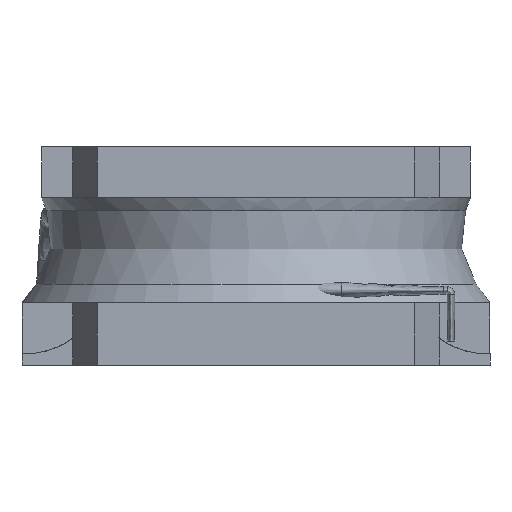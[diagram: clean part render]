
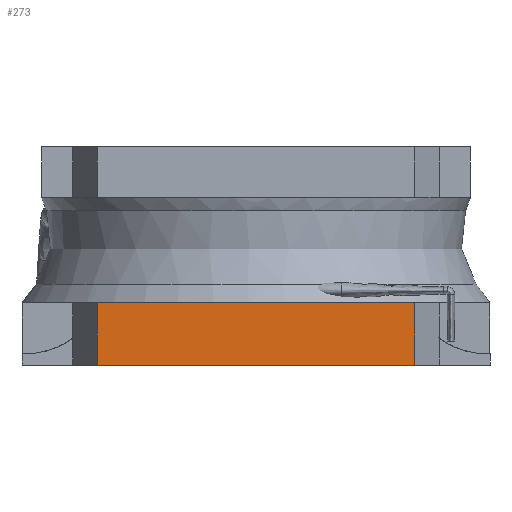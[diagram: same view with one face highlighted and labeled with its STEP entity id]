
A CAD part, left-side view. The second image highlights one B-rep face of the part: STEP entity #273.
In plain terms, the highlighted planar face has unit normal (-1, 0, 0).
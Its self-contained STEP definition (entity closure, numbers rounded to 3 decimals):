
#273 = ADVANCED_FACE( '', ( #636 ), #637, .F. );
#636 = FACE_OUTER_BOUND( '', #1417, .T. );
#637 = PLANE( '', #1418 );
#1417 = EDGE_LOOP( '', ( #3037, #3038, #3039, #3040 ) );
#1418 = AXIS2_PLACEMENT_3D( '', #3041, #3042, #3043 );
#3037 = ORIENTED_EDGE( '', *, *, #4277, .T. );
#3038 = ORIENTED_EDGE( '', *, *, #4278, .F. );
#3039 = ORIENTED_EDGE( '', *, *, #4279, .F. );
#3040 = ORIENTED_EDGE( '', *, *, #4280, .T. );
#3041 = CARTESIAN_POINT( '', ( -3., -2.032, -1.475 ) );
#3042 = DIRECTION( '', ( 1., 0., 0. ) );
#3043 = DIRECTION( '', ( 0., 0., -1. ) );
#4277 = EDGE_CURVE( '', #4891, #4892, #4893, .T. );
#4278 = EDGE_CURVE( '', #4894, #4892, #4895, .T. );
#4279 = EDGE_CURVE( '', #4896, #4894, #4897, .T. );
#4280 = EDGE_CURVE( '', #4896, #4891, #4898, .T. );
#4891 = VERTEX_POINT( '', #6241 );
#4892 = VERTEX_POINT( '', #6242 );
#4893 = LINE( '', #6243, #6244 );
#4894 = VERTEX_POINT( '', #6245 );
#4895 = LINE( '', #6246, #6247 );
#4896 = VERTEX_POINT( '', #6248 );
#4897 = LINE( '', #6249, #6250 );
#4898 = LINE( '', #6251, #6252 );
#6241 = CARTESIAN_POINT( '', ( -3., -2.032, -0.675 ) );
#6242 = CARTESIAN_POINT( '', ( -3., 2.032, -0.675 ) );
#6243 = CARTESIAN_POINT( '', ( -3., -2.032, -0.675 ) );
#6244 = VECTOR( '', #7546, 1000. );
#6245 = CARTESIAN_POINT( '', ( -3., 2.032, -1.475 ) );
#6246 = CARTESIAN_POINT( '', ( -3., 2.032, -1.475 ) );
#6247 = VECTOR( '', #7547, 1000. );
#6248 = CARTESIAN_POINT( '', ( -3., -2.032, -1.475 ) );
#6249 = CARTESIAN_POINT( '', ( -3., -2.032, -1.475 ) );
#6250 = VECTOR( '', #7548, 1000. );
#6251 = CARTESIAN_POINT( '', ( -3., -2.032, -1.475 ) );
#6252 = VECTOR( '', #7549, 1000. );
#7546 = DIRECTION( '', ( 0., 1., 0. ) );
#7547 = DIRECTION( '', ( 0., 0., 1. ) );
#7548 = DIRECTION( '', ( 0., 1., 0. ) );
#7549 = DIRECTION( '', ( 0., 0., 1. ) );
